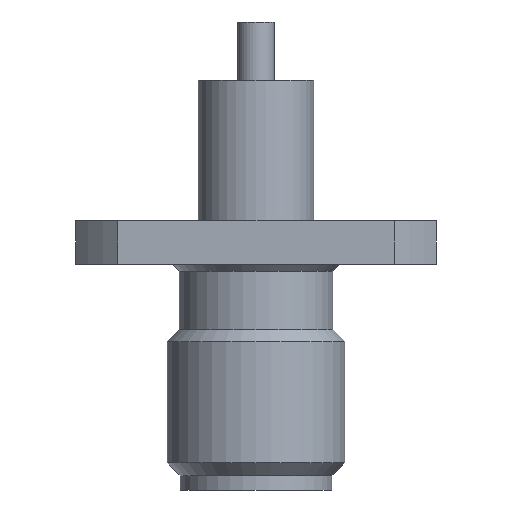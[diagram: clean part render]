
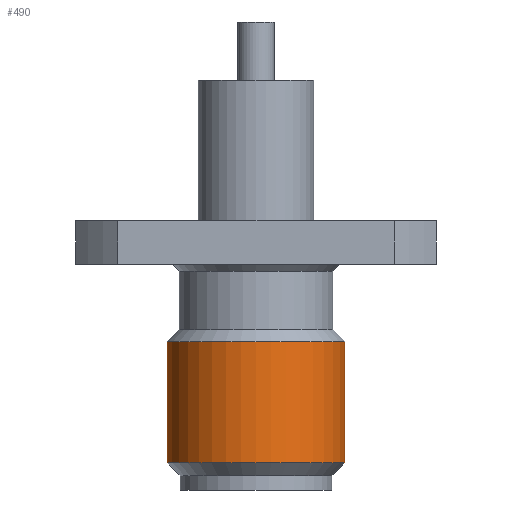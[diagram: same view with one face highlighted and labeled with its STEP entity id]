
A CAD part, front view. The second image highlights one B-rep face of the part: STEP entity #490.
In plain terms, the highlighted cylindrical face has radius 3.13 mm (diameter 6.26 mm), a partial arc.
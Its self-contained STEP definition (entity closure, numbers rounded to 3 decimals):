
#24 = ORIENTED_EDGE ( 'NONE', *, *, #989, .T. ) ;
#115 = CARTESIAN_POINT ( 'NONE',  ( 0., 0., -7.545 ) ) ;
#121 = DIRECTION ( 'NONE',  ( 0., 0., -1. ) ) ;
#144 = CARTESIAN_POINT ( 'NONE',  ( 0., 0., -4.255 ) ) ;
#148 = VECTOR ( 'NONE', #820, 1000. ) ;
#166 = ORIENTED_EDGE ( 'NONE', *, *, #960, .F. ) ;
#179 = FACE_OUTER_BOUND ( 'NONE', #755, .T. ) ;
#212 = LINE ( 'NONE', #713, #439 ) ;
#241 = DIRECTION ( 'NONE',  ( -1., 0., 0. ) ) ;
#301 = CARTESIAN_POINT ( 'NONE',  ( -3.13, 0., -4.255 ) ) ;
#391 = ORIENTED_EDGE ( 'NONE', *, *, #1135, .T. ) ;
#412 = LINE ( 'NONE', #501, #148 ) ;
#430 = AXIS2_PLACEMENT_3D ( 'NONE', #115, #121, #966 ) ;
#434 = EDGE_CURVE ( 'NONE', #1051, #499, #497, .T. ) ;
#439 = VECTOR ( 'NONE', #1104, 1000. ) ;
#480 = CARTESIAN_POINT ( 'NONE',  ( -3.13, 0., -8.52 ) ) ;
#490 = ADVANCED_FACE ( 'NONE', ( #179 ), #682, .T. ) ;
#497 = CIRCLE ( 'NONE', #1123, 3.13 ) ;
#499 = VERTEX_POINT ( 'NONE', #480 ) ;
#501 = CARTESIAN_POINT ( 'NONE',  ( -3.13, 0., -7.545 ) ) ;
#551 = CARTESIAN_POINT ( 'NONE',  ( 0., 0., -8.52 ) ) ;
#634 = CARTESIAN_POINT ( 'NONE',  ( 3.13, 0., -4.255 ) ) ;
#682 = CYLINDRICAL_SURFACE ( 'NONE', #430, 3.13 ) ;
#713 = CARTESIAN_POINT ( 'NONE',  ( 3.13, 0., -7.545 ) ) ;
#755 = EDGE_LOOP ( 'NONE', ( #166, #391, #24, #1019 ) ) ;
#776 = DIRECTION ( 'NONE',  ( 0., 0., -1. ) ) ;
#820 = DIRECTION ( 'NONE',  ( 0., 0., -1. ) ) ;
#848 = DIRECTION ( 'NONE',  ( 0., 0., -1. ) ) ;
#960 = EDGE_CURVE ( 'NONE', #1168, #1051, #212, .T. ) ;
#966 = DIRECTION ( 'NONE',  ( -1., 0., 0. ) ) ;
#970 = VERTEX_POINT ( 'NONE', #301 ) ;
#989 = EDGE_CURVE ( 'NONE', #970, #499, #412, .T. ) ;
#992 = AXIS2_PLACEMENT_3D ( 'NONE', #144, #848, #241 ) ;
#1019 = ORIENTED_EDGE ( 'NONE', *, *, #434, .F. ) ;
#1048 = DIRECTION ( 'NONE',  ( -1., 0., 0. ) ) ;
#1051 = VERTEX_POINT ( 'NONE', #1120 ) ;
#1088 = CIRCLE ( 'NONE', #992, 3.13 ) ;
#1104 = DIRECTION ( 'NONE',  ( 0., 0., -1. ) ) ;
#1120 = CARTESIAN_POINT ( 'NONE',  ( 3.13, 0., -8.52 ) ) ;
#1123 = AXIS2_PLACEMENT_3D ( 'NONE', #551, #776, #1048 ) ;
#1135 = EDGE_CURVE ( 'NONE', #1168, #970, #1088, .T. ) ;
#1168 = VERTEX_POINT ( 'NONE', #634 ) ;
